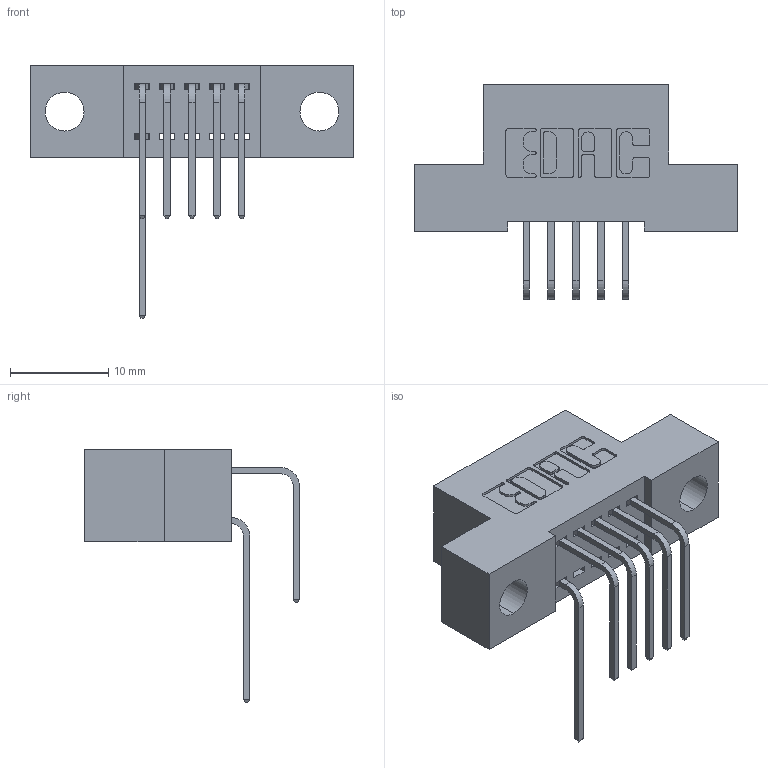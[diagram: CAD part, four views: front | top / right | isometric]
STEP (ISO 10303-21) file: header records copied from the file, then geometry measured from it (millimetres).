
FILE_DESCRIPTION (( 'STEP AP203' ), '1' );
FILE_NAME ('392-010-558-204.STEP', '2018-08-14T20:56:49', ( '' ), ( '' ), 'SwSTEP 2.0', 'SolidWorks 2016', '' );
FILE_SCHEMA (( 'CONFIG_CONTROL_DESIGN' ));
Length unit declared in the file: inch
Products named in the file (4): 345-292-001_558 559 Tail - 1; 345-292-001_558 Tail - 2; 392-010-558-204; 342 Part_.156 TH
Assembly tree (7 placements, depth 2):
  392-010-558-204
    342 Part_.156 TH
    345-292-001_558 559 Tail - 1
    345-292-001_558 Tail - 2  x5
Bounding box: 33.02 x 21.91 x 25.78 mm (x, y, z)
Volume: 2703.3 mm3; surface area: 3270.4 mm2
Topology: 7 solids, 7 shells, 458 faces, 1349 edges, 890 vertices
Faces by surface type: plane 318, cylinder 140
Entity records: 9529 total; most frequent: CARTESIAN_POINT 1689, ORIENTED_EDGE 1578, DIRECTION 1485, EDGE_CURVE 789, LINE 621, VECTOR 621, VERTEX_POINT 522, AXIS2_PLACEMENT_3D 432
